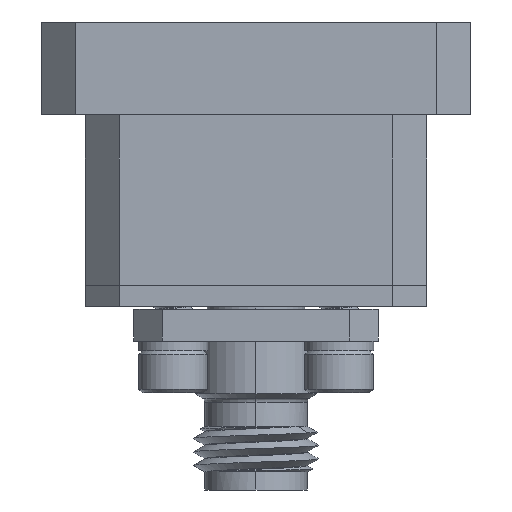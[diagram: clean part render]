
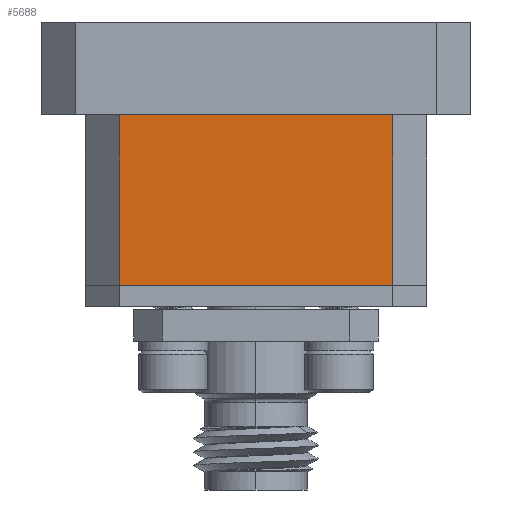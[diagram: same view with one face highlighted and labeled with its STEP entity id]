
A CAD part, front view. The second image highlights one B-rep face of the part: STEP entity #5688.
In plain terms, the highlighted planar face has unit normal (0, -1, 0).
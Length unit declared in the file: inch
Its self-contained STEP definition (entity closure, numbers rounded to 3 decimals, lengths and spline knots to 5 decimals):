
#1328 = CARTESIAN_POINT ( 'NONE',  ( -3.41241, 0.06301, 0.43147 ) ) ;
#1507 = EDGE_CURVE ( 'NONE', #9027, #7462, #21870, .T. ) ;
#2075 = VECTOR ( 'NONE', #14091, 39.37008 ) ;
#3070 = VERTEX_POINT ( 'NONE', #11576 ) ;
#3265 = LINE ( 'NONE', #18377, #12424 ) ;
#4282 = FACE_OUTER_BOUND ( 'NONE', #12972, .T. ) ;
#5031 = VERTEX_POINT ( 'NONE', #18640 ) ;
#5688 = ADVANCED_FACE ( 'NONE', ( #4282 ), #21923, .F. ) ;
#5747 = CARTESIAN_POINT ( 'NONE',  ( -3.41241, 0.06301, 0.78147 ) ) ;
#7048 = EDGE_CURVE ( 'NONE', #5031, #3070, #16038, .T. ) ;
#7164 = VECTOR ( 'NONE', #8120, 39.37008 ) ;
#7462 = VERTEX_POINT ( 'NONE', #12536 ) ;
#8120 = DIRECTION ( 'NONE',  ( -1., 0., 0. ) ) ;
#8152 = VECTOR ( 'NONE', #12072, 39.37008 ) ;
#9027 = VERTEX_POINT ( 'NONE', #21344 ) ;
#9328 = ORIENTED_EDGE ( 'NONE', *, *, #13520, .T. ) ;
#9548 = DIRECTION ( 'NONE',  ( 0., 0., -1. ) ) ;
#11129 = LINE ( 'NONE', #15675, #8152 ) ;
#11576 = CARTESIAN_POINT ( 'NONE',  ( -3.34241, 0.06301, 0.78147 ) ) ;
#11725 = CARTESIAN_POINT ( 'NONE',  ( -3.41241, 0.06301, 0.43147 ) ) ;
#11879 = ORIENTED_EDGE ( 'NONE', *, *, #17984, .T. ) ;
#12072 = DIRECTION ( 'NONE',  ( 0., 0., 1. ) ) ;
#12424 = VECTOR ( 'NONE', #9548, 39.37008 ) ;
#12536 = CARTESIAN_POINT ( 'NONE',  ( -3.34241, 0.06301, 0.43147 ) ) ;
#12972 = EDGE_LOOP ( 'NONE', ( #14387, #9328, #15719, #11879 ) ) ;
#13520 = EDGE_CURVE ( 'NONE', #3070, #7462, #3265, .T. ) ;
#13563 = AXIS2_PLACEMENT_3D ( 'NONE', #11725, #18654, #20310 ) ;
#14091 = DIRECTION ( 'NONE',  ( -1., 0., 0. ) ) ;
#14387 = ORIENTED_EDGE ( 'NONE', *, *, #7048, .T. ) ;
#15675 = CARTESIAN_POINT ( 'NONE',  ( -2.78241, 0.06301, 0.43147 ) ) ;
#15719 = ORIENTED_EDGE ( 'NONE', *, *, #1507, .F. ) ;
#16038 = LINE ( 'NONE', #5747, #2075 ) ;
#17984 = EDGE_CURVE ( 'NONE', #9027, #5031, #11129, .T. ) ;
#18377 = CARTESIAN_POINT ( 'NONE',  ( -3.34241, 0.06301, 0.43147 ) ) ;
#18640 = CARTESIAN_POINT ( 'NONE',  ( -2.78241, 0.06301, 0.78147 ) ) ;
#18654 = DIRECTION ( 'NONE',  ( 0., 1., 0. ) ) ;
#20310 = DIRECTION ( 'NONE',  ( -1., 0., 0. ) ) ;
#21344 = CARTESIAN_POINT ( 'NONE',  ( -2.78241, 0.06301, 0.43147 ) ) ;
#21870 = LINE ( 'NONE', #1328, #7164 ) ;
#21923 = PLANE ( 'NONE',  #13563 ) ;
